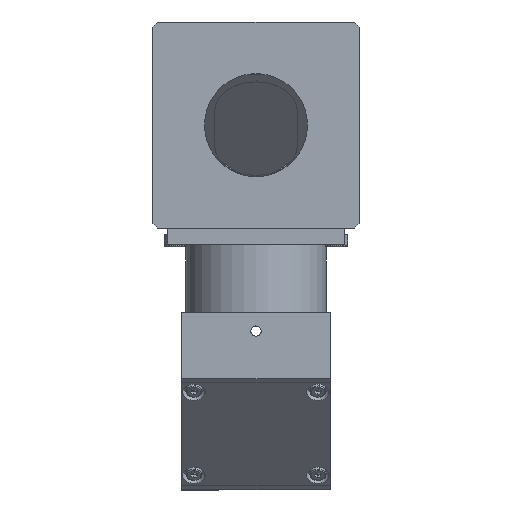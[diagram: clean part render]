
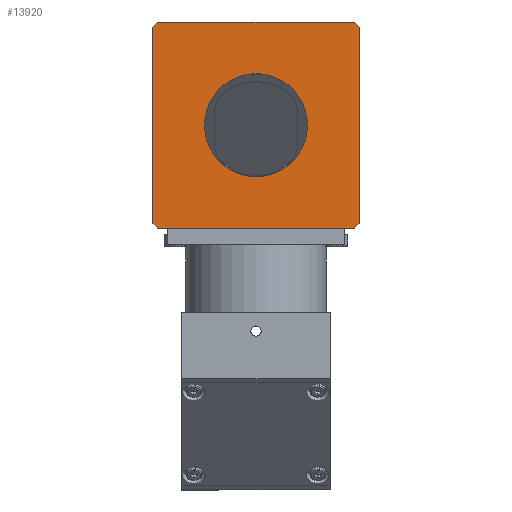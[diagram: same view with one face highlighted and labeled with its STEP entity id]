
A CAD part, left-side view. The second image highlights one B-rep face of the part: STEP entity #13920.
In plain terms, the highlighted planar face has unit normal (-1, 0, 0).
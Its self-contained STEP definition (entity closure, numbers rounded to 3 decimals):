
#47 = FACE_OUTER_BOUND ( 'NONE', #14797, .T. ) ;
#336 = CARTESIAN_POINT ( 'NONE',  ( -113., 25., 25. ) ) ;
#540 = LINE ( 'NONE', #5597, #4615 ) ;
#549 = CIRCLE ( 'NONE', #10754, 34.5 ) ;
#744 = ORIENTED_EDGE ( 'NONE', *, *, #14534, .T. ) ;
#794 = CARTESIAN_POINT ( 'NONE',  ( -113., 25., -23.775 ) ) ;
#1507 = ORIENTED_EDGE ( 'NONE', *, *, #13163, .F. ) ;
#1713 = EDGE_CURVE ( 'NONE', #4878, #16829, #16042, .T. ) ;
#1873 = CARTESIAN_POINT ( 'NONE',  ( -113., 25., 23.775 ) ) ;
#1969 = CARTESIAN_POINT ( 'NONE',  ( -113., 0., 0. ) ) ;
#2088 = EDGE_CURVE ( 'NONE', #16620, #13980, #3750, .T. ) ;
#2238 = ORIENTED_EDGE ( 'NONE', *, *, #8432, .F. ) ;
#2403 = VERTEX_POINT ( 'NONE', #5390 ) ;
#2412 = DIRECTION ( 'NONE',  ( -1., 0., 0. ) ) ;
#2413 = CARTESIAN_POINT ( 'NONE',  ( -113., -23.775, 25. ) ) ;
#2637 = CARTESIAN_POINT ( 'NONE',  ( -113., 25., -25. ) ) ;
#2831 = ORIENTED_EDGE ( 'NONE', *, *, #6783, .F. ) ;
#3168 = CARTESIAN_POINT ( 'NONE',  ( -113., 0., 0. ) ) ;
#3207 = CARTESIAN_POINT ( 'NONE',  ( -113., 0., 0. ) ) ;
#3252 = CARTESIAN_POINT ( 'NONE',  ( -113., 0., 12.5 ) ) ;
#3353 = DIRECTION ( 'NONE',  ( 0., 0., -1. ) ) ;
#3692 = PLANE ( 'NONE',  #13101 ) ;
#3750 = LINE ( 'NONE', #336, #17312 ) ;
#3832 = DIRECTION ( 'NONE',  ( 1., 0., 0. ) ) ;
#3850 = ORIENTED_EDGE ( 'NONE', *, *, #7989, .F. ) ;
#4536 = DIRECTION ( 'NONE',  ( 0., 0., 1. ) ) ;
#4574 = DIRECTION ( 'NONE',  ( 0., 0., 1. ) ) ;
#4615 = VECTOR ( 'NONE', #13677, 1000. ) ;
#4878 = VERTEX_POINT ( 'NONE', #3252 ) ;
#5065 = CIRCLE ( 'NONE', #8372, 12.5 ) ;
#5390 = CARTESIAN_POINT ( 'NONE',  ( -113., 23.775, -25. ) ) ;
#5515 = VECTOR ( 'NONE', #7376, 1000. ) ;
#5597 = CARTESIAN_POINT ( 'NONE',  ( -113., -25., 25. ) ) ;
#5820 = DIRECTION ( 'NONE',  ( 0., 1., 0. ) ) ;
#5971 = AXIS2_PLACEMENT_3D ( 'NONE', #10522, #2412, #11890 ) ;
#6013 = CARTESIAN_POINT ( 'NONE',  ( -113., 25., 25. ) ) ;
#6143 = EDGE_LOOP ( 'NONE', ( #2238, #11188 ) ) ;
#6221 = VERTEX_POINT ( 'NONE', #11213 ) ;
#6783 = EDGE_CURVE ( 'NONE', #13753, #13980, #16375, .T. ) ;
#7158 = VERTEX_POINT ( 'NONE', #794 ) ;
#7194 = DIRECTION ( 'NONE',  ( 1., 0., 0. ) ) ;
#7293 = FACE_BOUND ( 'NONE', #6143, .T. ) ;
#7376 = DIRECTION ( 'NONE',  ( 0., 0., -1. ) ) ;
#7751 = DIRECTION ( 'NONE',  ( 1., 0., 0. ) ) ;
#7989 = EDGE_CURVE ( 'NONE', #16620, #14474, #10153, .T. ) ;
#8349 = LINE ( 'NONE', #2637, #12386 ) ;
#8372 = AXIS2_PLACEMENT_3D ( 'NONE', #1969, #11455, #3353 ) ;
#8432 = EDGE_CURVE ( 'NONE', #16829, #4878, #5065, .T. ) ;
#8830 = EDGE_CURVE ( 'NONE', #11278, #6221, #549, .T. ) ;
#9398 = CARTESIAN_POINT ( 'NONE',  ( -113., 23.775, 25. ) ) ;
#9497 = CARTESIAN_POINT ( 'NONE',  ( -113., 0., -12.5 ) ) ;
#10153 = CIRCLE ( 'NONE', #17259, 34.5 ) ;
#10522 = CARTESIAN_POINT ( 'NONE',  ( -113., 0., 0. ) ) ;
#10754 = AXIS2_PLACEMENT_3D ( 'NONE', #3207, #12683, #4574 ) ;
#11160 = CIRCLE ( 'NONE', #15014, 34.5 ) ;
#11188 = ORIENTED_EDGE ( 'NONE', *, *, #1713, .F. ) ;
#11213 = CARTESIAN_POINT ( 'NONE',  ( -113., -23.775, -25. ) ) ;
#11278 = VERTEX_POINT ( 'NONE', #15686 ) ;
#11455 = DIRECTION ( 'NONE',  ( -1., 0., 0. ) ) ;
#11890 = DIRECTION ( 'NONE',  ( 0., 0., -1. ) ) ;
#11918 = CARTESIAN_POINT ( 'NONE',  ( -113., 0., 0. ) ) ;
#12008 = ORIENTED_EDGE ( 'NONE', *, *, #8830, .F. ) ;
#12116 = DIRECTION ( 'NONE',  ( 0., -1., 0. ) ) ;
#12386 = VECTOR ( 'NONE', #12116, 1000. ) ;
#12645 = DIRECTION ( 'NONE',  ( 1., 0., 0. ) ) ;
#12683 = DIRECTION ( 'NONE',  ( 1., 0., 0. ) ) ;
#13101 = AXIS2_PLACEMENT_3D ( 'NONE', #14454, #7751, #17265 ) ;
#13163 = EDGE_CURVE ( 'NONE', #2403, #7158, #11160, .T. ) ;
#13287 = DIRECTION ( 'NONE',  ( 0., 0., 1. ) ) ;
#13354 = ORIENTED_EDGE ( 'NONE', *, *, #14795, .T. ) ;
#13434 = ORIENTED_EDGE ( 'NONE', *, *, #17261, .T. ) ;
#13677 = DIRECTION ( 'NONE',  ( 0., 0., 1. ) ) ;
#13753 = VERTEX_POINT ( 'NONE', #1873 ) ;
#13920 = ADVANCED_FACE ( 'NONE', ( #7293, #47 ), #3692, .F. ) ;
#13980 = VERTEX_POINT ( 'NONE', #9398 ) ;
#14454 = CARTESIAN_POINT ( 'NONE',  ( -113., -25., -25. ) ) ;
#14474 = VERTEX_POINT ( 'NONE', #15935 ) ;
#14534 = EDGE_CURVE ( 'NONE', #2403, #6221, #8349, .T. ) ;
#14795 = EDGE_CURVE ( 'NONE', #13753, #7158, #16370, .T. ) ;
#14797 = EDGE_LOOP ( 'NONE', ( #3850, #15756, #2831, #13354, #1507, #744, #12008, #13434 ) ) ;
#15014 = AXIS2_PLACEMENT_3D ( 'NONE', #3168, #12645, #4536 ) ;
#15339 = CARTESIAN_POINT ( 'NONE',  ( -113., 0., 0. ) ) ;
#15609 = AXIS2_PLACEMENT_3D ( 'NONE', #11918, #3832, #13287 ) ;
#15686 = CARTESIAN_POINT ( 'NONE',  ( -113., -25., -23.775 ) ) ;
#15756 = ORIENTED_EDGE ( 'NONE', *, *, #2088, .T. ) ;
#15935 = CARTESIAN_POINT ( 'NONE',  ( -113., -25., 23.775 ) ) ;
#16042 = CIRCLE ( 'NONE', #5971, 12.5 ) ;
#16370 = LINE ( 'NONE', #6013, #5515 ) ;
#16375 = CIRCLE ( 'NONE', #15609, 34.5 ) ;
#16620 = VERTEX_POINT ( 'NONE', #2413 ) ;
#16718 = DIRECTION ( 'NONE',  ( 0., 0., 1. ) ) ;
#16829 = VERTEX_POINT ( 'NONE', #9497 ) ;
#17259 = AXIS2_PLACEMENT_3D ( 'NONE', #15339, #7194, #16718 ) ;
#17261 = EDGE_CURVE ( 'NONE', #11278, #14474, #540, .T. ) ;
#17265 = DIRECTION ( 'NONE',  ( 0., 0., 1. ) ) ;
#17312 = VECTOR ( 'NONE', #5820, 1000. ) ;
